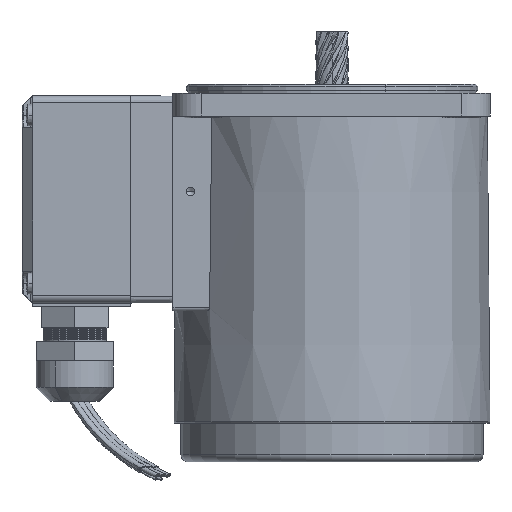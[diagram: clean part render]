
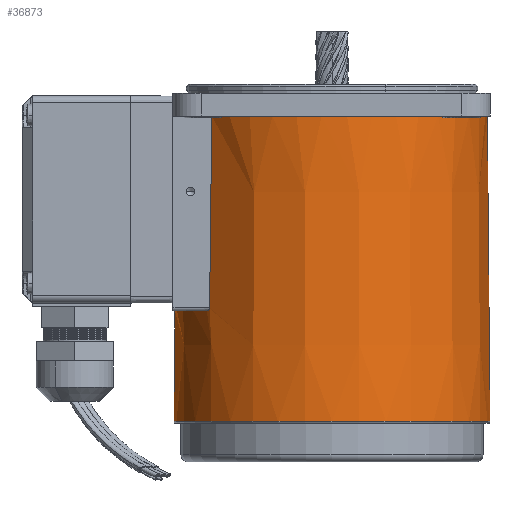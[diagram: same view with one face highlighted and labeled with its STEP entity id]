
A CAD part, left-side view. The second image highlights one B-rep face of the part: STEP entity #36873.
In plain terms, the highlighted conical face has half-angle 0.5 degrees and reference radius 45.1 mm.
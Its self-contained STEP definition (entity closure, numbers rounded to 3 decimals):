
#11825 = CARTESIAN_POINT ( 'NONE',  ( 11.504, 0., -45. ) ) ;
#12051 = DIRECTION ( 'NONE',  ( 0., 0., 1. ) ) ;
#12052 = DIRECTION ( 'NONE',  ( 1., 0., 0. ) ) ;
#12054 = AXIS2_PLACEMENT_3D ( 'NONE', #12084, #12052, #12051 ) ;
#12062 = CIRCLE ( 'NONE', #12054, 45. ) ;
#12084 = CARTESIAN_POINT ( 'NONE',  ( 11.504, 0., 0. ) ) ;
#12089 = CARTESIAN_POINT ( 'NONE',  ( 11.504, 0., 45. ) ) ;
#12127 = CARTESIAN_POINT ( 'NONE',  ( 98.5, 28., -34.252 ) ) ;
#12165 = AXIS2_PLACEMENT_3D ( 'NONE', #12244, #12321, #12293 ) ;
#12201 = CARTESIAN_POINT ( 'NONE',  ( 98.5, 0., 44.24 ) ) ;
#12244 = CARTESIAN_POINT ( 'NONE',  ( 43., 0., 0. ) ) ;
#12277 = FACE_OUTER_BOUND ( 'NONE', #31518, .T. ) ;
#12280 = B_SPLINE_CURVE_WITH_KNOTS ( 'NONE', 3,
 ( #12346, #12344, #12343, #12342, #12341, #12340, #12338 ),
 .UNSPECIFIED., .F., .F.,
 ( 4, 3, 4 ),
 ( 0.076, 0.088, 0.13 ),
 .UNSPECIFIED. ) ;
#12289 = DIRECTION ( 'NONE',  ( -1., 0., 0. ) ) ;
#12293 = DIRECTION ( 'NONE',  ( 0., 0., 1. ) ) ;
#12295 = CONICAL_SURFACE ( 'NONE', #12376, 45.1, 0.009 ) ;
#12296 = CARTESIAN_POINT ( 'NONE',  ( 43., 27., -35.655 ) ) ;
#12298 = CARTESIAN_POINT ( 'NONE',  ( 43., 27.239, -35.474 ) ) ;
#12299 = CARTESIAN_POINT ( 'NONE',  ( 43.083, 27.475, -35.291 ) ) ;
#12302 = CARTESIAN_POINT ( 'NONE',  ( 43.297, 27.714, -35.1 ) ) ;
#12303 = CARTESIAN_POINT ( 'NONE',  ( 43.345, 27.758, -35.064 ) ) ;
#12306 = CARTESIAN_POINT ( 'NONE',  ( 43.452, 27.839, -34.999 ) ) ;
#12308 = CARTESIAN_POINT ( 'NONE',  ( 43.511, 27.875, -34.97 ) ) ;
#12309 = CARTESIAN_POINT ( 'NONE',  ( 43.702, 27.965, -34.896 ) ) ;
#12310 = CARTESIAN_POINT ( 'NONE',  ( 43.849, 28., -34.866 ) ) ;
#12311 = CARTESIAN_POINT ( 'NONE',  ( 44., 28., -34.864 ) ) ;
#12312 = CIRCLE ( 'NONE', #12316, 44.24 ) ;
#12313 = CIRCLE ( 'NONE', #12165, 44.725 ) ;
#12316 = AXIS2_PLACEMENT_3D ( 'NONE', #12347, #12352, #12456 ) ;
#12320 = B_SPLINE_CURVE_WITH_KNOTS ( 'NONE', 3,
 ( #12311, #12310, #12309, #12308, #12306, #12303, #12302, #12299, #12298, #12296 ),
 .UNSPECIFIED., .F., .F.,
 ( 4, 2, 2, 2, 4 ),
 ( 0., 0., 0.001, 0.001, 0.002 ),
 .UNSPECIFIED. ) ;
#12321 = DIRECTION ( 'NONE',  ( 1., 0., 0. ) ) ;
#12328 = CARTESIAN_POINT ( 'NONE',  ( 0., 0., 0. ) ) ;
#12338 = CARTESIAN_POINT ( 'NONE',  ( 98.5, 28., -34.252 ) ) ;
#12340 = CARTESIAN_POINT ( 'NONE',  ( 84.629, 28., -34.409 ) ) ;
#12341 = CARTESIAN_POINT ( 'NONE',  ( 70.757, 28., -34.564 ) ) ;
#12342 = CARTESIAN_POINT ( 'NONE',  ( 56.886, 28., -34.72 ) ) ;
#12343 = CARTESIAN_POINT ( 'NONE',  ( 52.591, 28., -34.768 ) ) ;
#12344 = CARTESIAN_POINT ( 'NONE',  ( 48.295, 28., -34.816 ) ) ;
#12346 = CARTESIAN_POINT ( 'NONE',  ( 44., 28., -34.864 ) ) ;
#12347 = CARTESIAN_POINT ( 'NONE',  ( 98.5, 0., 0. ) ) ;
#12352 = DIRECTION ( 'NONE',  ( 1., 0., 0. ) ) ;
#12355 = CARTESIAN_POINT ( 'NONE',  ( 0., 0., 45.1 ) ) ;
#12357 = LINE ( 'NONE', #12355, #12441 ) ;
#12360 = CARTESIAN_POINT ( 'NONE',  ( 44., 28., -34.864 ) ) ;
#12363 = CARTESIAN_POINT ( 'NONE',  ( 43., 27., -35.655 ) ) ;
#12376 = AXIS2_PLACEMENT_3D ( 'NONE', #12328, #12289, #12384 ) ;
#12384 = DIRECTION ( 'NONE',  ( 0., 0., -1. ) ) ;
#12402 = DIRECTION ( 'NONE',  ( -1., 0., -0.009 ) ) ;
#12404 = VECTOR ( 'NONE', #12402, 1000. ) ;
#12405 = CARTESIAN_POINT ( 'NONE',  ( 0., 0., -45.1 ) ) ;
#12407 = LINE ( 'NONE', #12405, #12404 ) ;
#12438 = CARTESIAN_POINT ( 'NONE',  ( 43., 0., -44.725 ) ) ;
#12440 = DIRECTION ( 'NONE',  ( -1., 0., 0.009 ) ) ;
#12441 = VECTOR ( 'NONE', #12440, 1000. ) ;
#12456 = DIRECTION ( 'NONE',  ( 0., 0., -1. ) ) ;
#31518 = EDGE_LOOP ( 'NONE', ( #36875, #36872, #36858, #32216, #36874, #36864, #36866 ) ) ;
#32216 = ORIENTED_EDGE ( 'NONE', *, *, #36859, .T. ) ;
#36720 = VERTEX_POINT ( 'NONE', #11825 ) ;
#36789 = VERTEX_POINT ( 'NONE', #12089 ) ;
#36794 = EDGE_CURVE ( 'NONE', #36720, #36789, #12062, .T. ) ;
#36812 = VERTEX_POINT ( 'NONE', #12127 ) ;
#36828 = VERTEX_POINT ( 'NONE', #12201 ) ;
#36858 = ORIENTED_EDGE ( 'NONE', *, *, #36878, .F. ) ;
#36859 = EDGE_CURVE ( 'NONE', #36877, #36876, #12320, .T. ) ;
#36861 = EDGE_CURVE ( 'NONE', #36884, #36876, #12313, .T. ) ;
#36864 = ORIENTED_EDGE ( 'NONE', *, *, #36888, .T. ) ;
#36866 = ORIENTED_EDGE ( 'NONE', *, *, #36794, .T. ) ;
#36872 = ORIENTED_EDGE ( 'NONE', *, *, #36879, .F. ) ;
#36873 = ADVANCED_FACE ( 'NONE', ( #12277 ), #12295, .T. ) ;
#36874 = ORIENTED_EDGE ( 'NONE', *, *, #36861, .F. ) ;
#36875 = ORIENTED_EDGE ( 'NONE', *, *, #36881, .F. ) ;
#36876 = VERTEX_POINT ( 'NONE', #12363 ) ;
#36877 = VERTEX_POINT ( 'NONE', #12360 ) ;
#36878 = EDGE_CURVE ( 'NONE', #36877, #36812, #12280, .T. ) ;
#36879 = EDGE_CURVE ( 'NONE', #36812, #36828, #12312, .T. ) ;
#36881 = EDGE_CURVE ( 'NONE', #36828, #36789, #12357, .T. ) ;
#36884 = VERTEX_POINT ( 'NONE', #12438 ) ;
#36888 = EDGE_CURVE ( 'NONE', #36884, #36720, #12407, .T. ) ;
